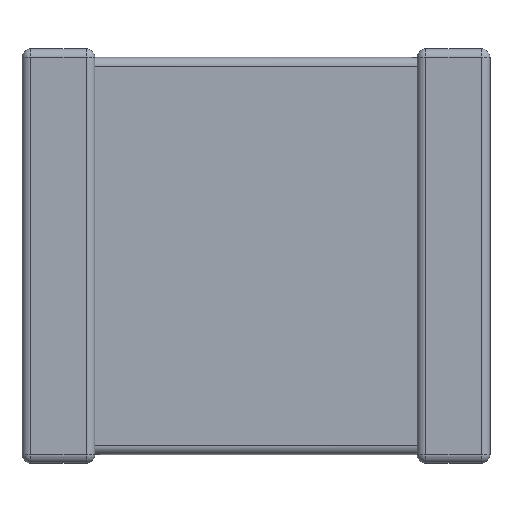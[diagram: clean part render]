
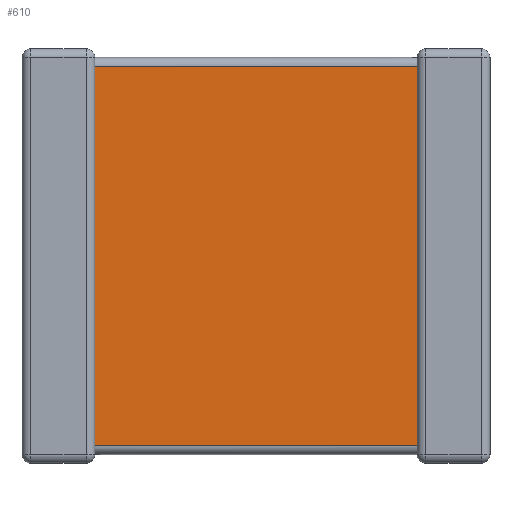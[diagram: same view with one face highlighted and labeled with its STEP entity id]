
A CAD part, front view. The second image highlights one B-rep face of the part: STEP entity #610.
In plain terms, the highlighted planar face has unit normal (0, -1, 0).
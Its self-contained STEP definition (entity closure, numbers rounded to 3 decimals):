
#189 = CARTESIAN_POINT ( 'NONE',  ( 5.15, 0.112, -0.225 ) ) ;
#271 = CARTESIAN_POINT ( 'NONE',  ( 5.15, 0.112, -5.175 ) ) ;
#311 = CARTESIAN_POINT ( 'NONE',  ( 5.15, 0.112, -5.4 ) ) ;
#320 = CARTESIAN_POINT ( 'NONE',  ( 0.95, 0.112, -5.175 ) ) ;
#420 = LINE ( 'NONE', #271, #2795 ) ;
#523 = VERTEX_POINT ( 'NONE', #320 ) ;
#610 = ADVANCED_FACE ( 'NONE', ( #1888 ), #1367, .T. ) ;
#956 = CARTESIAN_POINT ( 'NONE',  ( 0.95, 0.112, -5.4 ) ) ;
#1095 = EDGE_CURVE ( 'NONE', #523, #3963, #420, .T. ) ;
#1097 = EDGE_LOOP ( 'NONE', ( #1148, #3038, #4634, #3124 ) ) ;
#1106 = EDGE_CURVE ( 'NONE', #523, #4402, #3255, .T. ) ;
#1148 = ORIENTED_EDGE ( 'NONE', *, *, #1106, .F. ) ;
#1163 = CARTESIAN_POINT ( 'NONE',  ( 0.95, 0.112, -0.225 ) ) ;
#1203 = LINE ( 'NONE', #1163, #4644 ) ;
#1367 = PLANE ( 'NONE',  #4228 ) ;
#1399 = EDGE_CURVE ( 'NONE', #3904, #4402, #1203, .T. ) ;
#1681 = CARTESIAN_POINT ( 'NONE',  ( 0.95, 0.112, -5.4 ) ) ;
#1743 = DIRECTION ( 'NONE',  ( 0., 0., 1. ) ) ;
#1813 = VECTOR ( 'NONE', #4216, 1000. ) ;
#1888 = FACE_OUTER_BOUND ( 'NONE', #1097, .T. ) ;
#2223 = DIRECTION ( 'NONE',  ( -1., 0., 0. ) ) ;
#2386 = DIRECTION ( 'NONE',  ( 0., 0., -1. ) ) ;
#2447 = CARTESIAN_POINT ( 'NONE',  ( 5.15, 0.112, -5.175 ) ) ;
#2735 = VECTOR ( 'NONE', #1743, 1000. ) ;
#2795 = VECTOR ( 'NONE', #3505, 1000. ) ;
#3035 = EDGE_CURVE ( 'NONE', #3963, #3904, #3682, .T. ) ;
#3038 = ORIENTED_EDGE ( 'NONE', *, *, #1095, .T. ) ;
#3096 = DIRECTION ( 'NONE',  ( 0., -1., 0. ) ) ;
#3124 = ORIENTED_EDGE ( 'NONE', *, *, #1399, .T. ) ;
#3255 = LINE ( 'NONE', #1681, #1813 ) ;
#3505 = DIRECTION ( 'NONE',  ( 1., 0., 0. ) ) ;
#3682 = LINE ( 'NONE', #311, #2735 ) ;
#3904 = VERTEX_POINT ( 'NONE', #189 ) ;
#3963 = VERTEX_POINT ( 'NONE', #2447 ) ;
#4216 = DIRECTION ( 'NONE',  ( 0., 0., 1. ) ) ;
#4228 = AXIS2_PLACEMENT_3D ( 'NONE', #956, #3096, #2386 ) ;
#4324 = CARTESIAN_POINT ( 'NONE',  ( 0.95, 0.112, -0.225 ) ) ;
#4402 = VERTEX_POINT ( 'NONE', #4324 ) ;
#4634 = ORIENTED_EDGE ( 'NONE', *, *, #3035, .T. ) ;
#4644 = VECTOR ( 'NONE', #2223, 1000. ) ;
